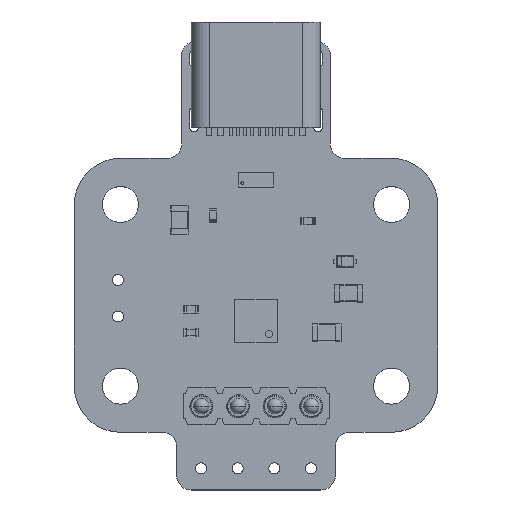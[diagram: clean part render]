
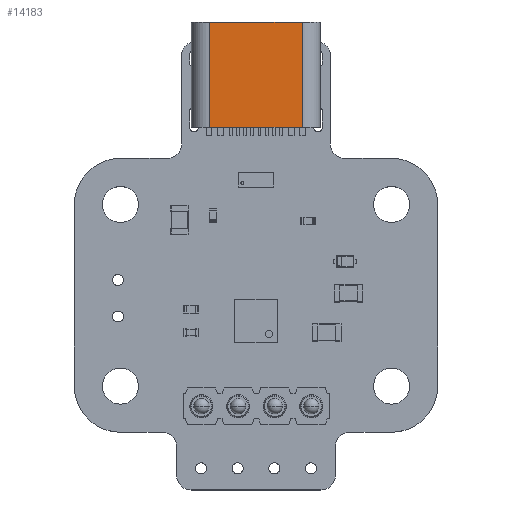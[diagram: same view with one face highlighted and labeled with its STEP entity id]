
A CAD part, top view. The second image highlights one B-rep face of the part: STEP entity #14183.
In plain terms, the highlighted face is planar.
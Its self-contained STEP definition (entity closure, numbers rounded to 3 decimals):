
#11425 = VERTEX_POINT('',#11426);
#11426 = CARTESIAN_POINT('',(1.255,3.21,-7.3));
#11433 = EDGE_CURVE('',#11425,#11434,#11436,.T.);
#11434 = VERTEX_POINT('',#11435);
#11435 = CARTESIAN_POINT('',(7.685,3.21,-7.3));
#11436 = LINE('',#11437,#11438);
#11437 = CARTESIAN_POINT('',(8.94,3.21,-7.3));
#11438 = VECTOR('',#11439,1.);
#11439 = DIRECTION('',(1.,0.,0.));
#13991 = VERTEX_POINT('',#13992);
#13992 = CARTESIAN_POINT('',(7.685,3.21,0.));
#13999 = EDGE_CURVE('',#13991,#14000,#14002,.T.);
#14000 = VERTEX_POINT('',#14001);
#14001 = CARTESIAN_POINT('',(1.255,3.21,0.));
#14002 = LINE('',#14003,#14004);
#14003 = CARTESIAN_POINT('',(8.94,3.21,0.));
#14004 = VECTOR('',#14005,1.);
#14005 = DIRECTION('',(-1.,0.,0.));
#14041 = EDGE_CURVE('',#11434,#13991,#14042,.T.);
#14042 = LINE('',#14043,#14044);
#14043 = CARTESIAN_POINT('',(7.685,3.21,0.));
#14044 = VECTOR('',#14045,1.);
#14045 = DIRECTION('',(0.,0.,1.));
#14060 = EDGE_CURVE('',#14000,#11425,#14061,.T.);
#14061 = LINE('',#14062,#14063);
#14062 = CARTESIAN_POINT('',(1.255,3.21,0.));
#14063 = VECTOR('',#14064,1.);
#14064 = DIRECTION('',(0.,0.,-1.));
#14183 = ADVANCED_FACE('',(#14184),#14190,.T.);
#14184 = FACE_BOUND('',#14185,.T.);
#14185 = EDGE_LOOP('',(#14186,#14187,#14188,#14189));
#14186 = ORIENTED_EDGE('',*,*,#14041,.F.);
#14187 = ORIENTED_EDGE('',*,*,#11433,.F.);
#14188 = ORIENTED_EDGE('',*,*,#14060,.F.);
#14189 = ORIENTED_EDGE('',*,*,#13999,.F.);
#14190 = PLANE('',#14191);
#14191 = AXIS2_PLACEMENT_3D('',#14192,#14193,#14194);
#14192 = CARTESIAN_POINT('',(0.,3.21,0.));
#14193 = DIRECTION('',(0.,1.,0.));
#14194 = DIRECTION('',(1.,0.,0.));
